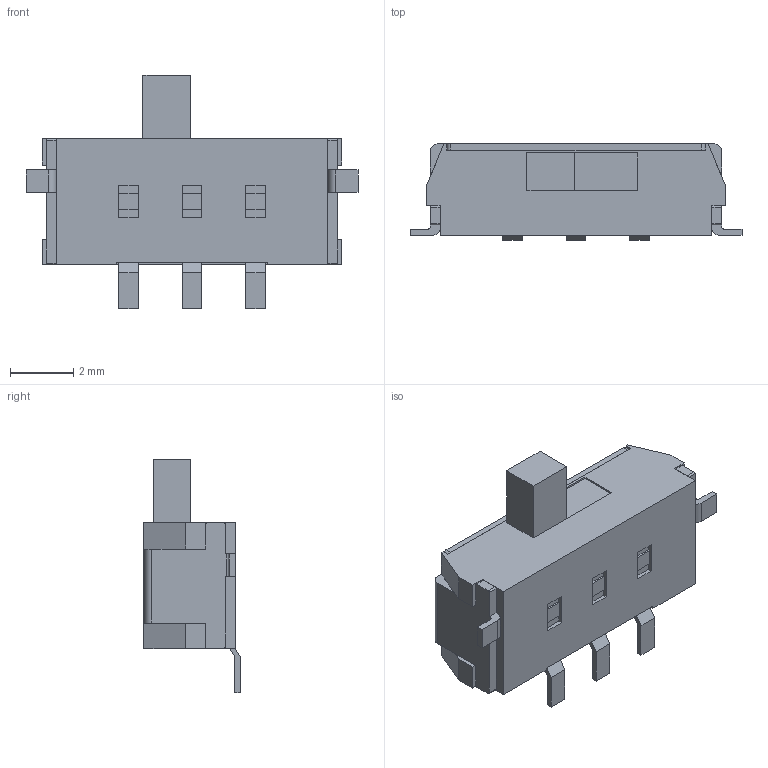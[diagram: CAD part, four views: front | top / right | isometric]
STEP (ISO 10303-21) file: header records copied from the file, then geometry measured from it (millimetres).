
FILE_DESCRIPTION(/* description */ ('STEP AP214'),/* implementation_level */ '2;1');
FILE_NAME(/* name */ 'SS312SAH4',/* time_stamp */ '2024-04-18T09:38:17+02:00',/* author */ ('License CC BY-ND 4.0'),/* organization */ ('CADENAS'),/* preprocessor_version */ 'ST-DEVELOPER v19.3',/* originating_system */ 'PARTsolutions',/* authorisation */ ' ');
FILE_SCHEMA (('AUTOMOTIVE_DESIGN {1 0 10303 214 3 1 1}'));
Length unit declared in the file: inch
Products named in the file (5): SS312SAH4; SS312SAH4body; SS312SAH4actu; SS312SAH4trmnls; SS312SAH4brac
Assembly tree (4 placements, depth 2):
  SS312SAH4
    SS312SAH4body
    SS312SAH4actu
    SS312SAH4trmnls
    SS312SAH4brac
Bounding box: 10.49 x 3.05 x 7.39 mm (x, y, z)
Volume: 108.6 mm3; surface area: 319 mm2
Topology: 4 solids, 4 shells, 188 faces, 523 edges, 348 vertices
Faces by surface type: plane 155, cylinder 33
Entity records: 6088 total; most frequent: CARTESIAN_POINT 1070, ORIENTED_EDGE 1046, DIRECTION 971, EDGE_CURVE 523, LINE 457, VECTOR 457, VERTEX_POINT 348, AXIS2_PLACEMENT_3D 257
